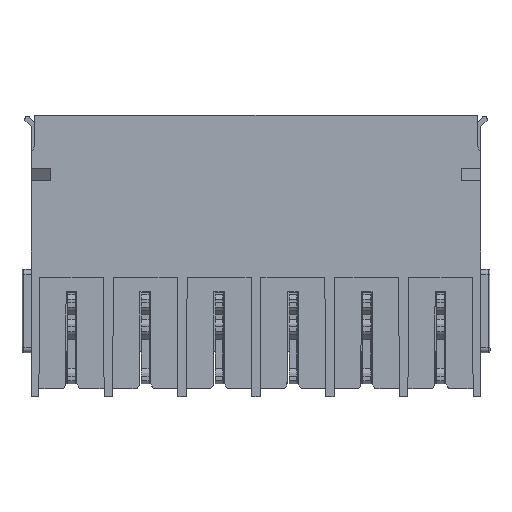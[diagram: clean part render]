
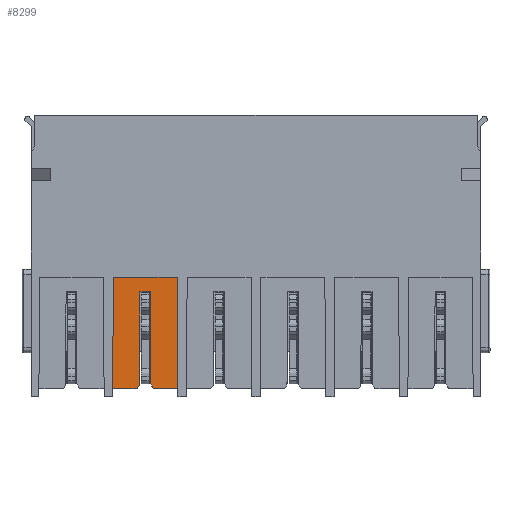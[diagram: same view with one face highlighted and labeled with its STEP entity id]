
A CAD part, top view. The second image highlights one B-rep face of the part: STEP entity #8299.
In plain terms, the highlighted planar face has unit normal (0, -0.005, 1).
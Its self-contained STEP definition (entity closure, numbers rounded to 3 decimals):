
#4111=CARTESIAN_POINT('',(3.303,12.3,-1.053));
#4112=VERTEX_POINT('',#4111);
#4119=CARTESIAN_POINT('',(3.363,0.8,-1.113));
#4120=VERTEX_POINT('',#4119);
#4121=CARTESIAN_POINT('',(3.303,12.3,-1.053));
#4122=DIRECTION('',(0.005,-1.,-0.005));
#4123=VECTOR('',#4122,11.5);
#4124=LINE('',#4121,#4123);
#4125=EDGE_CURVE('',#4112,#4120,#4124,.T.);
#4358=CARTESIAN_POINT('',(-3.363,0.8,-1.113));
#4359=VERTEX_POINT('',#4358);
#4366=CARTESIAN_POINT('',(-3.303,12.3,-1.053));
#4367=VERTEX_POINT('',#4366);
#4368=CARTESIAN_POINT('',(-3.363,0.8,-1.113));
#4369=DIRECTION('',(0.005,1.,0.005));
#4370=VECTOR('',#4369,11.5);
#4371=LINE('',#4368,#4370);
#4372=EDGE_CURVE('',#4359,#4367,#4371,.T.);
#6034=CARTESIAN_POINT('',(-3.303,12.3,-1.053));
#6035=DIRECTION('',(1.,0.,0.));
#6036=VECTOR('',#6035,6.605);
#6037=LINE('',#6034,#6036);
#6038=EDGE_CURVE('',#4367,#4112,#6037,.T.);
#8235=CARTESIAN_POINT('',(0.,6.55,-1.083));
#8236=DIRECTION('',(-1.,0.,0.));
#8237=DIRECTION('',(0.,-0.005,1.));
#8238=AXIS2_PLACEMENT_3D('',#8235,#8237,#8236);
#8239=PLANE('',#8238);
#8240=CARTESIAN_POINT('',(0.55,10.8,-1.06));
#8241=VERTEX_POINT('',#8240);
#8242=CARTESIAN_POINT('',(0.55,1.3,-1.11));
#8243=VERTEX_POINT('',#8242);
#8244=CARTESIAN_POINT('',(0.55,10.8,-1.06));
#8245=DIRECTION('',(0.,-1.,-0.005));
#8246=VECTOR('',#8245,9.5);
#8247=LINE('',#8244,#8246);
#8248=EDGE_CURVE('',#8241,#8243,#8247,.T.);
#8249=ORIENTED_EDGE('',*,*,#8248,.T.);
#8250=CARTESIAN_POINT('',(0.85,0.8,-1.113));
#8251=VERTEX_POINT('',#8250);
#8252=CARTESIAN_POINT('',(0.55,1.3,-1.11));
#8253=DIRECTION('',(0.514,-0.857,-0.004));
#8254=VECTOR('',#8253,0.583);
#8255=LINE('',#8252,#8254);
#8256=EDGE_CURVE('',#8243,#8251,#8255,.T.);
#8257=ORIENTED_EDGE('',*,*,#8256,.T.);
#8258=CARTESIAN_POINT('',(0.85,0.8,-1.113));
#8259=DIRECTION('',(1.,0.,0.));
#8260=VECTOR('',#8259,2.513);
#8261=LINE('',#8258,#8260);
#8262=EDGE_CURVE('',#8251,#4120,#8261,.T.);
#8263=ORIENTED_EDGE('',*,*,#8262,.T.);
#8264=ORIENTED_EDGE('',*,*,#4125,.F.);
#8265=ORIENTED_EDGE('',*,*,#6038,.F.);
#8266=ORIENTED_EDGE('',*,*,#4372,.F.);
#8267=CARTESIAN_POINT('',(-0.85,0.8,-1.113));
#8268=VERTEX_POINT('',#8267);
#8269=CARTESIAN_POINT('',(-3.363,0.8,-1.113));
#8270=DIRECTION('',(1.,0.,0.));
#8271=VECTOR('',#8270,2.513);
#8272=LINE('',#8269,#8271);
#8273=EDGE_CURVE('',#4359,#8268,#8272,.T.);
#8274=ORIENTED_EDGE('',*,*,#8273,.T.);
#8275=CARTESIAN_POINT('',(-0.611,1.199,-1.111));
#8276=VERTEX_POINT('',#8275);
#8277=CARTESIAN_POINT('',(-0.85,0.8,-1.113));
#8278=DIRECTION('',(0.514,0.857,0.004));
#8279=VECTOR('',#8278,0.465);
#8280=LINE('',#8277,#8279);
#8281=EDGE_CURVE('',#8268,#8276,#8280,.T.);
#8282=ORIENTED_EDGE('',*,*,#8281,.T.);
#8283=CARTESIAN_POINT('',(-0.56,10.8,-1.06));
#8284=VERTEX_POINT('',#8283);
#8285=CARTESIAN_POINT('',(-0.611,1.199,-1.111));
#8286=DIRECTION('',(0.005,1.,0.005));
#8287=VECTOR('',#8286,9.602);
#8288=LINE('',#8285,#8287);
#8289=EDGE_CURVE('',#8276,#8284,#8288,.T.);
#8290=ORIENTED_EDGE('',*,*,#8289,.T.);
#8291=CARTESIAN_POINT('',(-0.56,10.8,-1.06));
#8292=DIRECTION('',(1.,0.,0.));
#8293=VECTOR('',#8292,1.11);
#8294=LINE('',#8291,#8293);
#8295=EDGE_CURVE('',#8284,#8241,#8294,.T.);
#8296=ORIENTED_EDGE('',*,*,#8295,.T.);
#8297=EDGE_LOOP('',(#8249,#8257,#8263,#8264,#8265,#8266,#8274,#8282,#8290,#8296));
#8298=FACE_OUTER_BOUND('',#8297,.T.);
#8299=ADVANCED_FACE('',(#8298),#8239,.T.);
